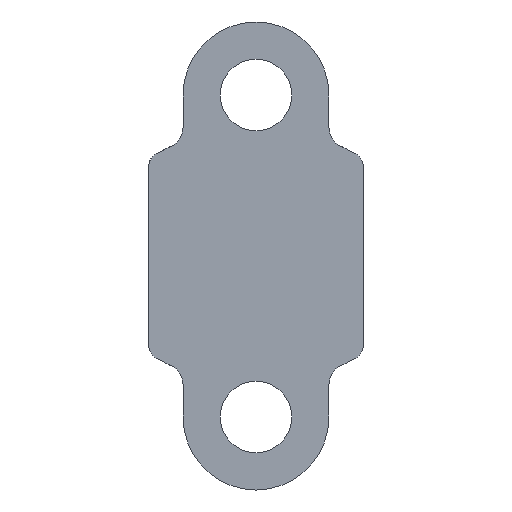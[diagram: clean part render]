
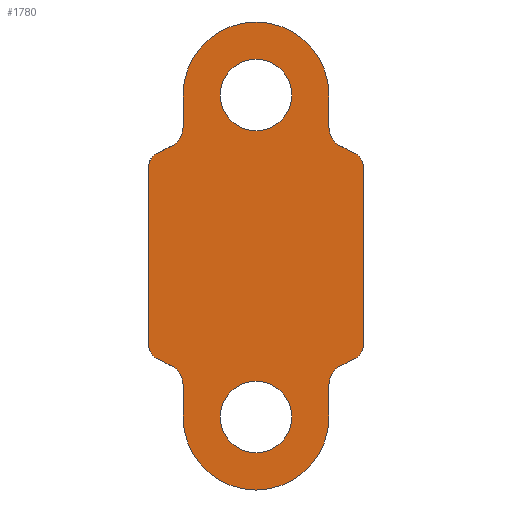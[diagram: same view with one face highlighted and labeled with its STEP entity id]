
A CAD part, front view. The second image highlights one B-rep face of the part: STEP entity #1780.
In plain terms, the highlighted planar face has unit normal (0, -1, 0).
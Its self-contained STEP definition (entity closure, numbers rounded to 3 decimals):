
#71=FACE_BOUND('',#292,.T.);
#72=FACE_BOUND('',#293,.T.);
#94=PLANE('',#1913);
#187=FACE_OUTER_BOUND('',#291,.T.);
#291=EDGE_LOOP('',(#1279,#1280,#1281,#1282,#1283,#1284,#1285,#1286,#1287,
#1288,#1289,#1290,#1291,#1292,#1293,#1294,#1295,#1296,#1297,#1298));
#292=EDGE_LOOP('',(#1299));
#293=EDGE_LOOP('',(#1300));
#406=LINE('',#2758,#559);
#409=LINE('',#2775,#562);
#410=LINE('',#2779,#563);
#411=LINE('',#2783,#564);
#412=LINE('',#2787,#565);
#413=LINE('',#2791,#566);
#414=LINE('',#2795,#567);
#415=LINE('',#2799,#568);
#416=LINE('',#2803,#569);
#417=LINE('',#2807,#570);
#559=VECTOR('',#2155,10.);
#562=VECTOR('',#2160,10.);
#563=VECTOR('',#2163,10.);
#564=VECTOR('',#2166,10.);
#565=VECTOR('',#2169,10.);
#566=VECTOR('',#2172,10.);
#567=VECTOR('',#2175,10.);
#568=VECTOR('',#2178,10.);
#569=VECTOR('',#2181,10.);
#570=VECTOR('',#2184,10.);
#712=CIRCLE('',#1900,5.);
#714=CIRCLE('',#1903,5.);
#715=CIRCLE('',#1905,2.);
#718=CIRCLE('',#1914,2.);
#719=CIRCLE('',#1915,3.);
#720=CIRCLE('',#1916,10.2);
#721=CIRCLE('',#1917,3.);
#722=CIRCLE('',#1918,2.);
#723=CIRCLE('',#1919,2.);
#724=CIRCLE('',#1920,3.);
#725=CIRCLE('',#1921,10.2);
#726=CIRCLE('',#1922,3.);
#801=VERTEX_POINT('',#2674);
#803=VERTEX_POINT('',#2680);
#804=VERTEX_POINT('',#2684);
#805=VERTEX_POINT('',#2685);
#812=VERTEX_POINT('',#2757);
#815=VERTEX_POINT('',#2774);
#816=VERTEX_POINT('',#2776);
#817=VERTEX_POINT('',#2778);
#818=VERTEX_POINT('',#2780);
#819=VERTEX_POINT('',#2782);
#820=VERTEX_POINT('',#2784);
#821=VERTEX_POINT('',#2786);
#822=VERTEX_POINT('',#2788);
#823=VERTEX_POINT('',#2790);
#824=VERTEX_POINT('',#2792);
#825=VERTEX_POINT('',#2794);
#826=VERTEX_POINT('',#2796);
#827=VERTEX_POINT('',#2798);
#828=VERTEX_POINT('',#2800);
#829=VERTEX_POINT('',#2802);
#830=VERTEX_POINT('',#2804);
#831=VERTEX_POINT('',#2806);
#978=EDGE_CURVE('',#801,#801,#712,.T.);
#981=EDGE_CURVE('',#803,#803,#714,.T.);
#982=EDGE_CURVE('',#804,#805,#715,.T.);
#992=EDGE_CURVE('',#812,#805,#406,.T.);
#996=EDGE_CURVE('',#815,#804,#409,.T.);
#997=EDGE_CURVE('',#816,#815,#718,.T.);
#998=EDGE_CURVE('',#816,#817,#410,.T.);
#999=EDGE_CURVE('',#817,#818,#719,.T.);
#1000=EDGE_CURVE('',#818,#819,#411,.T.);
#1001=EDGE_CURVE('',#819,#820,#720,.T.);
#1002=EDGE_CURVE('',#820,#821,#412,.T.);
#1003=EDGE_CURVE('',#821,#822,#721,.T.);
#1004=EDGE_CURVE('',#822,#823,#413,.T.);
#1005=EDGE_CURVE('',#824,#823,#722,.T.);
#1006=EDGE_CURVE('',#825,#824,#414,.T.);
#1007=EDGE_CURVE('',#826,#825,#723,.T.);
#1008=EDGE_CURVE('',#826,#827,#415,.T.);
#1009=EDGE_CURVE('',#827,#828,#724,.T.);
#1010=EDGE_CURVE('',#828,#829,#416,.T.);
#1011=EDGE_CURVE('',#829,#830,#725,.T.);
#1012=EDGE_CURVE('',#830,#831,#417,.T.);
#1013=EDGE_CURVE('',#831,#812,#726,.T.);
#1279=ORIENTED_EDGE('',*,*,#982,.F.);
#1280=ORIENTED_EDGE('',*,*,#996,.F.);
#1281=ORIENTED_EDGE('',*,*,#997,.F.);
#1282=ORIENTED_EDGE('',*,*,#998,.T.);
#1283=ORIENTED_EDGE('',*,*,#999,.T.);
#1284=ORIENTED_EDGE('',*,*,#1000,.T.);
#1285=ORIENTED_EDGE('',*,*,#1001,.T.);
#1286=ORIENTED_EDGE('',*,*,#1002,.T.);
#1287=ORIENTED_EDGE('',*,*,#1003,.T.);
#1288=ORIENTED_EDGE('',*,*,#1004,.T.);
#1289=ORIENTED_EDGE('',*,*,#1005,.F.);
#1290=ORIENTED_EDGE('',*,*,#1006,.F.);
#1291=ORIENTED_EDGE('',*,*,#1007,.F.);
#1292=ORIENTED_EDGE('',*,*,#1008,.T.);
#1293=ORIENTED_EDGE('',*,*,#1009,.T.);
#1294=ORIENTED_EDGE('',*,*,#1010,.T.);
#1295=ORIENTED_EDGE('',*,*,#1011,.T.);
#1296=ORIENTED_EDGE('',*,*,#1012,.T.);
#1297=ORIENTED_EDGE('',*,*,#1013,.T.);
#1298=ORIENTED_EDGE('',*,*,#992,.T.);
#1299=ORIENTED_EDGE('',*,*,#978,.F.);
#1300=ORIENTED_EDGE('',*,*,#981,.F.);
#1780=ADVANCED_FACE('',(#187,#71,#72),#94,.F.);
#1900=AXIS2_PLACEMENT_3D('',#2676,#2126,#2127);
#1903=AXIS2_PLACEMENT_3D('',#2682,#2133,#2134);
#1905=AXIS2_PLACEMENT_3D('',#2686,#2137,#2138);
#1913=AXIS2_PLACEMENT_3D('',#2773,#2158,#2159);
#1914=AXIS2_PLACEMENT_3D('',#2777,#2161,#2162);
#1915=AXIS2_PLACEMENT_3D('',#2781,#2164,#2165);
#1916=AXIS2_PLACEMENT_3D('',#2785,#2167,#2168);
#1917=AXIS2_PLACEMENT_3D('',#2789,#2170,#2171);
#1918=AXIS2_PLACEMENT_3D('',#2793,#2173,#2174);
#1919=AXIS2_PLACEMENT_3D('',#2797,#2176,#2177);
#1920=AXIS2_PLACEMENT_3D('',#2801,#2179,#2180);
#1921=AXIS2_PLACEMENT_3D('',#2805,#2182,#2183);
#1922=AXIS2_PLACEMENT_3D('',#2808,#2185,#2186);
#2126=DIRECTION('center_axis',(0.,-1.,0.));
#2127=DIRECTION('ref_axis',(1.,0.,0.));
#2133=DIRECTION('center_axis',(0.,-1.,0.));
#2134=DIRECTION('ref_axis',(1.,0.,0.));
#2137=DIRECTION('center_axis',(0.,1.,0.));
#2138=DIRECTION('ref_axis',(0.852,0.,-0.523));
#2155=DIRECTION('',(0.892,0.,0.452));
#2158=DIRECTION('center_axis',(0.,1.,0.));
#2159=DIRECTION('ref_axis',(0.,0.,-1.));
#2160=DIRECTION('',(0.,0.,-1.));
#2161=DIRECTION('center_axis',(0.,1.,0.));
#2162=DIRECTION('ref_axis',(0.852,0.,0.523));
#2163=DIRECTION('',(-0.892,0.,0.452));
#2164=DIRECTION('center_axis',(0.,1.,0.));
#2165=DIRECTION('ref_axis',(-1.,0.,0.));
#2166=DIRECTION('',(0.,0.,1.));
#2167=DIRECTION('center_axis',(0.,-1.,0.));
#2168=DIRECTION('ref_axis',(1.,0.,0.));
#2169=DIRECTION('',(0.,0.,-1.));
#2170=DIRECTION('center_axis',(0.,1.,0.));
#2171=DIRECTION('ref_axis',(0.,0.,-1.));
#2172=DIRECTION('',(-0.892,0.,-0.452));
#2173=DIRECTION('center_axis',(0.,1.,0.));
#2174=DIRECTION('ref_axis',(-0.852,0.,0.523));
#2175=DIRECTION('',(0.,0.,1.));
#2176=DIRECTION('center_axis',(0.,1.,0.));
#2177=DIRECTION('ref_axis',(-0.852,0.,-0.523));
#2178=DIRECTION('',(0.892,0.,-0.452));
#2179=DIRECTION('center_axis',(0.,1.,0.));
#2180=DIRECTION('ref_axis',(1.,0.,0.));
#2181=DIRECTION('',(0.,0.,-1.));
#2182=DIRECTION('center_axis',(0.,-1.,0.));
#2183=DIRECTION('ref_axis',(-1.,0.,0.));
#2184=DIRECTION('',(0.,0.,1.));
#2185=DIRECTION('center_axis',(0.,1.,0.));
#2186=DIRECTION('ref_axis',(-0.4,0.,0.917));
#2674=CARTESIAN_POINT('',(-5.,-37.2,-13.));
#2676=CARTESIAN_POINT('Origin',(0.,-37.2,
-13.));
#2680=CARTESIAN_POINT('',(-5.,-37.2,32.));
#2682=CARTESIAN_POINT('Origin',(0.,-37.2,
32.));
#2684=CARTESIAN_POINT('',(15.,-37.2,-3.001));
#2685=CARTESIAN_POINT('',(13.904,-37.2,-4.785));
#2686=CARTESIAN_POINT('Origin',(13.,-37.2,-3.001));
#2757=CARTESIAN_POINT('',(12.,-37.2,-5.75));
#2758=CARTESIAN_POINT('',(23.529,-37.2,0.094));
#2773=CARTESIAN_POINT('Origin',(15.,-37.2,45.5));
#2774=CARTESIAN_POINT('',(15.,-37.2,22.001));
#2775=CARTESIAN_POINT('',(15.,-37.2,27.5));
#2776=CARTESIAN_POINT('',(13.904,-37.2,23.785));
#2777=CARTESIAN_POINT('Origin',(13.,-37.2,22.001));
#2778=CARTESIAN_POINT('',(12.,-37.2,24.75));
#2779=CARTESIAN_POINT('',(10.509,-37.2,25.506));
#2780=CARTESIAN_POINT('',(10.2,-37.2,27.5));
#2781=CARTESIAN_POINT('Origin',(13.2,-37.2,27.5));
#2782=CARTESIAN_POINT('',(10.2,-37.2,32.));
#2783=CARTESIAN_POINT('',(10.2,-37.2,36.5));
#2784=CARTESIAN_POINT('',(-10.2,-37.2,32.));
#2785=CARTESIAN_POINT('Origin',(0.,-37.2,
32.));
#2786=CARTESIAN_POINT('',(-10.2,-37.2,27.5));
#2787=CARTESIAN_POINT('',(-10.2,-37.2,38.75));
#2788=CARTESIAN_POINT('',(-12.,-37.2,24.75));
#2789=CARTESIAN_POINT('Origin',(-13.2,-37.2,27.5));
#2790=CARTESIAN_POINT('',(-13.904,-37.2,23.785));
#2791=CARTESIAN_POINT('',(2.924,-37.2,32.317));
#2792=CARTESIAN_POINT('',(-15.,-37.2,22.001));
#2793=CARTESIAN_POINT('Origin',(-13.,-37.2,22.001));
#2794=CARTESIAN_POINT('',(-15.,-37.2,-3.001));
#2795=CARTESIAN_POINT('',(-15.,-37.2,27.5));
#2796=CARTESIAN_POINT('',(-13.904,-37.2,-4.785));
#2797=CARTESIAN_POINT('Origin',(-13.,-37.2,-3.001));
#2798=CARTESIAN_POINT('',(-12.,-37.2,-5.75));
#2799=CARTESIAN_POINT('',(-13.096,-37.2,-5.195));
#2800=CARTESIAN_POINT('',(-10.2,-37.2,-8.5));
#2801=CARTESIAN_POINT('Origin',(-13.2,-37.2,-8.5));
#2802=CARTESIAN_POINT('',(-10.2,-37.2,-13.));
#2803=CARTESIAN_POINT('',(-10.2,-37.2,18.5));
#2804=CARTESIAN_POINT('',(10.2,-37.2,-13.));
#2805=CARTESIAN_POINT('Origin',(0.,-37.2,
-13.));
#2806=CARTESIAN_POINT('',(10.2,-37.2,-8.5));
#2807=CARTESIAN_POINT('',(10.2,-37.2,16.25));
#2808=CARTESIAN_POINT('Origin',(13.2,-37.2,-8.5));
